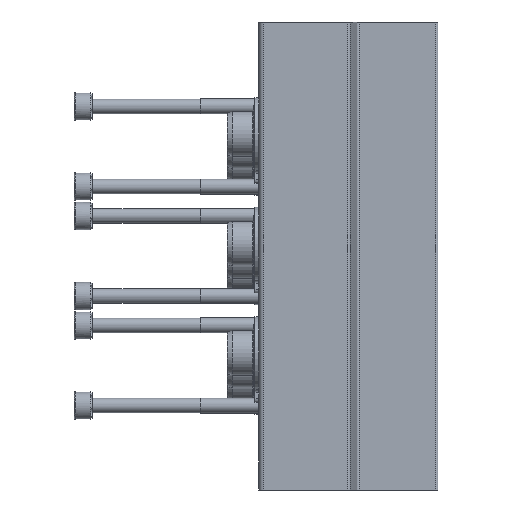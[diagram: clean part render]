
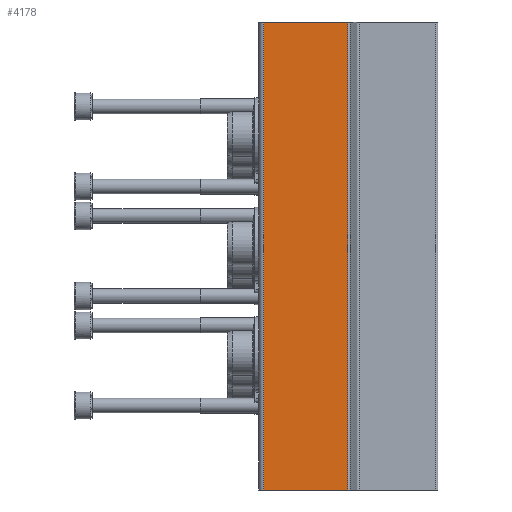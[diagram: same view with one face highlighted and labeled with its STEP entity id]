
A CAD part, left-side view. The second image highlights one B-rep face of the part: STEP entity #4178.
In plain terms, the highlighted planar face has unit normal (-1, 0, 0).
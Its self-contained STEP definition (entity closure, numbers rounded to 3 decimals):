
#152=PLANE('',#4511);
#571=ORIENTED_EDGE('',*,*,#1687,.F.);
#572=ORIENTED_EDGE('',*,*,#1686,.F.);
#573=ORIENTED_EDGE('',*,*,#1688,.T.);
#574=ORIENTED_EDGE('',*,*,#1689,.T.);
#1686=EDGE_CURVE('',#2244,#2242,#2645,.T.);
#1687=EDGE_CURVE('',#2242,#2245,#2646,.T.);
#1688=EDGE_CURVE('',#2244,#2246,#2647,.T.);
#1689=EDGE_CURVE('',#2246,#2245,#2648,.T.);
#2242=VERTEX_POINT('',#6605);
#2244=VERTEX_POINT('',#6609);
#2245=VERTEX_POINT('',#6613);
#2246=VERTEX_POINT('',#6615);
#2645=LINE('',#6610,#2936);
#2646=LINE('',#6612,#2937);
#2647=LINE('',#6614,#2938);
#2648=LINE('',#6616,#2939);
#2936=VECTOR('',#5066,1000.);
#2937=VECTOR('',#5069,1000.);
#2938=VECTOR('',#5070,1000.);
#2939=VECTOR('',#5071,1000.);
#3236=EDGE_LOOP('',(#571,#572,#573,#574));
#3667=FACE_BOUND('',#3236,.T.);
#4178=ADVANCED_FACE('',(#3667),#152,.T.);
#4511=AXIS2_PLACEMENT_3D('',#6611,#5067,#5068);
#5066=DIRECTION('',(0.,0.,1.));
#5067=DIRECTION('',(-1.,0.,0.));
#5068=DIRECTION('',(0.,0.,1.));
#5069=DIRECTION('',(0.,-1.,0.));
#5070=DIRECTION('',(0.,-1.,0.));
#5071=DIRECTION('',(0.,0.,1.));
#6605=CARTESIAN_POINT('',(-32.1,35.,0.));
#6609=CARTESIAN_POINT('',(-32.1,35.,-94.));
#6610=CARTESIAN_POINT('',(-32.1,35.,-94.));
#6611=CARTESIAN_POINT('',(-32.1,35.,-94.));
#6612=CARTESIAN_POINT('',(-32.1,35.,0.));
#6613=CARTESIAN_POINT('',(-32.1,18.111,0.));
#6614=CARTESIAN_POINT('',(-32.1,35.,-94.));
#6615=CARTESIAN_POINT('',(-32.1,18.111,-94.));
#6616=CARTESIAN_POINT('',(-32.1,18.111,-94.));
